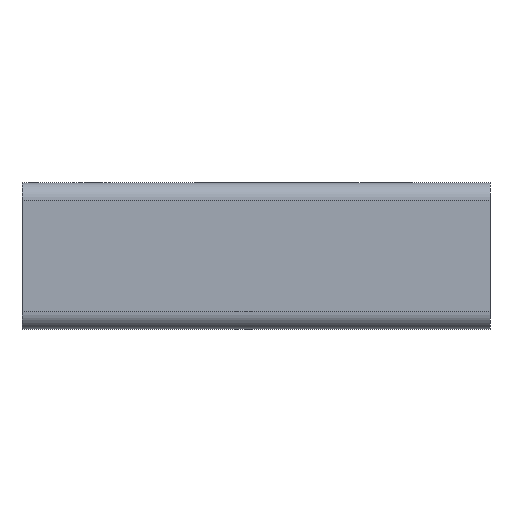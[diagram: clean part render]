
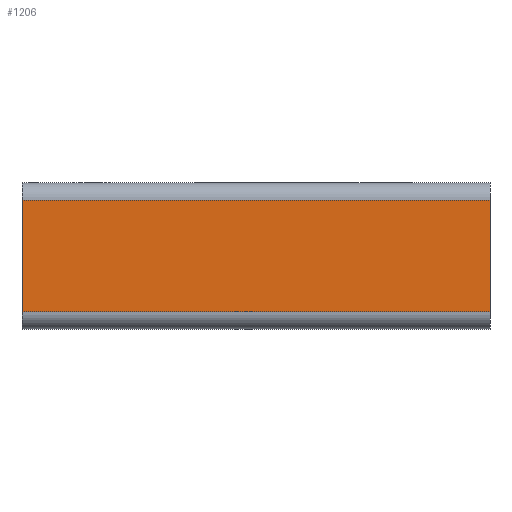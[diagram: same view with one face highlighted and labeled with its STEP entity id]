
A CAD part, left-side view. The second image highlights one B-rep face of the part: STEP entity #1206.
In plain terms, the highlighted planar face has unit normal (-1, 0, 0).
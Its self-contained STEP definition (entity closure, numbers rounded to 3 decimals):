
#38 = PLANE ( 'NONE',  #507 ) ;
#57 = VECTOR ( 'NONE', #2009, 1000. ) ;
#89 = ORIENTED_EDGE ( 'NONE', *, *, #1749, .F. ) ;
#99 = CARTESIAN_POINT ( 'NONE',  ( -20., 80., -9.5 ) ) ;
#236 = CARTESIAN_POINT ( 'NONE',  ( -20., 80., 9.5 ) ) ;
#243 = CARTESIAN_POINT ( 'NONE',  ( -20., 0., -9.5 ) ) ;
#295 = DIRECTION ( 'NONE',  ( 0., -1., 0. ) ) ;
#368 = DIRECTION ( 'NONE',  ( 0., 0., 1. ) ) ;
#419 = VECTOR ( 'NONE', #368, 1000. ) ;
#507 = AXIS2_PLACEMENT_3D ( 'NONE', #1548, #2420, #2221 ) ;
#818 = CARTESIAN_POINT ( 'NONE',  ( -20., 80., -9.5 ) ) ;
#852 = CARTESIAN_POINT ( 'NONE',  ( -20., 80., -9.5 ) ) ;
#1089 = FACE_OUTER_BOUND ( 'NONE', #2190, .T. ) ;
#1206 = ADVANCED_FACE ( 'NONE', ( #1089 ), #38, .F. ) ;
#1208 = VERTEX_POINT ( 'NONE', #236 ) ;
#1273 = DIRECTION ( 'NONE',  ( 0., 0., 1. ) ) ;
#1323 = CARTESIAN_POINT ( 'NONE',  ( -20., 80., 9.5 ) ) ;
#1344 = EDGE_CURVE ( 'NONE', #2740, #1506, #2427, .T. ) ;
#1410 = LINE ( 'NONE', #818, #419 ) ;
#1447 = EDGE_CURVE ( 'NONE', #2740, #1208, #1410, .T. ) ;
#1472 = CARTESIAN_POINT ( 'NONE',  ( -20., 0., -9.5 ) ) ;
#1506 = VERTEX_POINT ( 'NONE', #1472 ) ;
#1548 = CARTESIAN_POINT ( 'NONE',  ( -20., 80., -9.5 ) ) ;
#1579 = ORIENTED_EDGE ( 'NONE', *, *, #1344, .T. ) ;
#1585 = EDGE_CURVE ( 'NONE', #1506, #2116, #1934, .T. ) ;
#1609 = LINE ( 'NONE', #1323, #1611 ) ;
#1611 = VECTOR ( 'NONE', #295, 1000. ) ;
#1749 = EDGE_CURVE ( 'NONE', #1208, #2116, #1609, .T. ) ;
#1934 = LINE ( 'NONE', #243, #2201 ) ;
#2009 = DIRECTION ( 'NONE',  ( 0., -1., 0. ) ) ;
#2116 = VERTEX_POINT ( 'NONE', #2254 ) ;
#2190 = EDGE_LOOP ( 'NONE', ( #2288, #89, #2625, #1579 ) ) ;
#2201 = VECTOR ( 'NONE', #1273, 1000. ) ;
#2221 = DIRECTION ( 'NONE',  ( 0., 0., -1. ) ) ;
#2254 = CARTESIAN_POINT ( 'NONE',  ( -20., 0., 9.5 ) ) ;
#2288 = ORIENTED_EDGE ( 'NONE', *, *, #1585, .T. ) ;
#2420 = DIRECTION ( 'NONE',  ( 1., 0., 0. ) ) ;
#2427 = LINE ( 'NONE', #99, #57 ) ;
#2625 = ORIENTED_EDGE ( 'NONE', *, *, #1447, .F. ) ;
#2740 = VERTEX_POINT ( 'NONE', #852 ) ;
